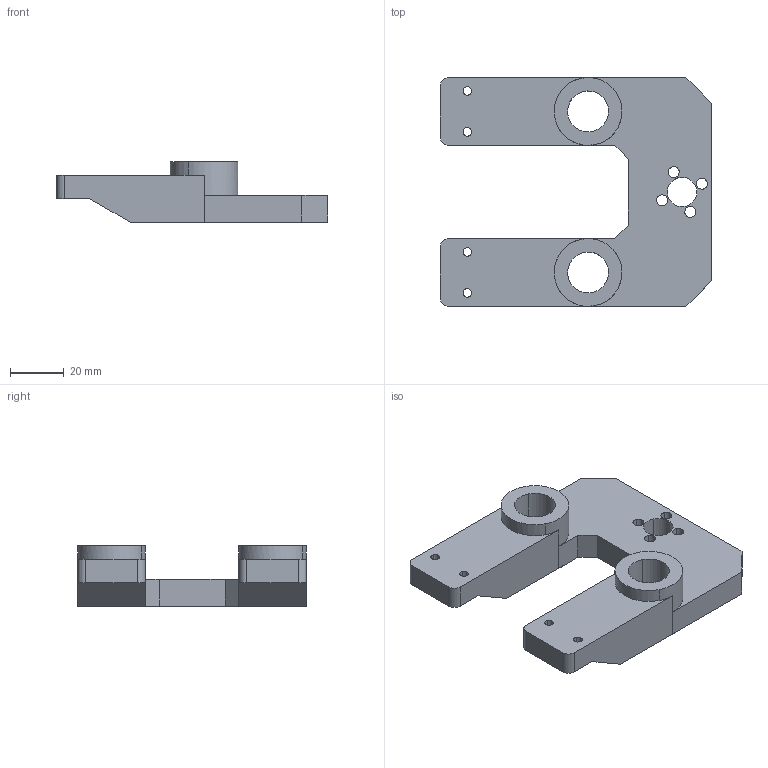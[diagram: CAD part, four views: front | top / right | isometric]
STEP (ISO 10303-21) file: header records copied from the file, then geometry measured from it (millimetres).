
FILE_DESCRIPTION (( 'STEP AP214' ), '1' );
FILE_NAME ('酘衵盓傅旋.STEP', '2025-09-15T11:22:23', ( '' ), ( '' ), 'SwSTEP 2.0', 'SolidWorks 2025', '' );
FILE_SCHEMA (( 'AUTOMOTIVE_DESIGN' ));
Length unit declared in the file: millimetre
Products named in the file (3): 零件69^左右支撑臂; 左右支撑臂; 探针板固定支架
Assembly tree (3 placements, depth 2):
  左右支撑臂
    探针板固定支架  x2
    零件69^左右支撑臂
Bounding box: 101 x 85.25 x 22.5 mm (x, y, z)
Volume: 71680.6 mm3; surface area: 23471.7 mm2
Topology: 3 solids, 3 shells, 78 faces, 208 edges, 136 vertices
Faces by surface type: cylinder 42, plane 36
Entity records: 1804 total; most frequent: DIRECTION 318, CARTESIAN_POINT 290, ORIENTED_EDGE 280, EDGE_CURVE 140, AXIS2_PLACEMENT_3D 120, VERTEX_POINT 92, VECTOR 78, LINE 78
